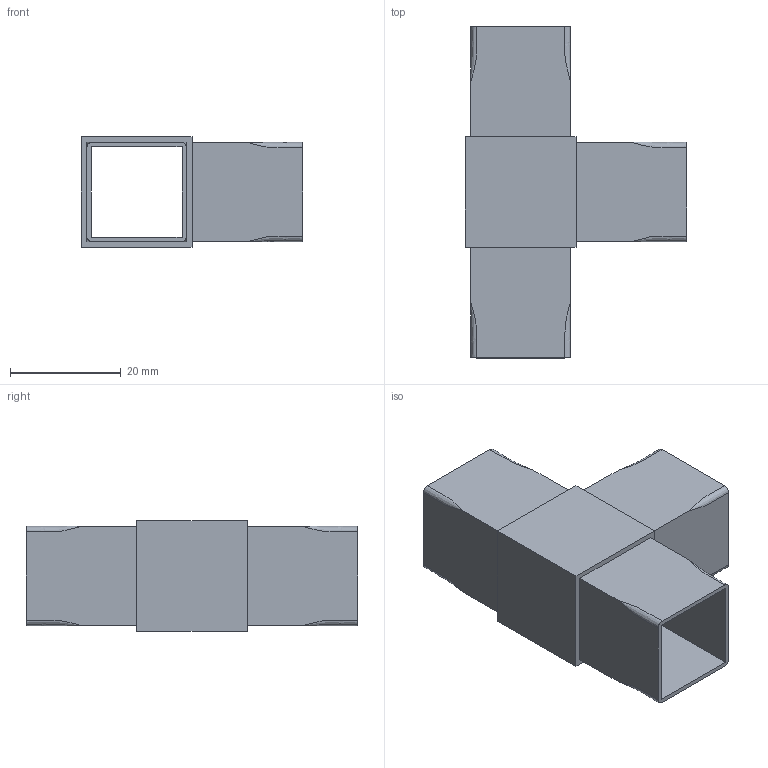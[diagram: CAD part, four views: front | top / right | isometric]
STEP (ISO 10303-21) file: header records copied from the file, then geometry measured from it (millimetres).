
FILE_DESCRIPTION(/* description */ (''),/* implementation_level */ '2;1');
FILE_NAME(/* name */ 'T-Stuck_X71.stp',/* time_stamp */ '2017-05-21T21:14:54+02:00',/* author */ (''),/* organization */ (''),/* preprocessor_version */ 'ST-DEVELOPER v16',/* originating_system */ 'SIEMENS PLM Software NX 11.0',/* authorisation */ '');
FILE_SCHEMA (('AUTOMOTIVE_DESIGN { 1 0 10303 214 3 1 1 1 }'));
Length unit declared in the file: millimetre
Products named in the file (1): Goge0DC4A474bg4v
Bounding box: 40 x 60 x 20 mm (x, y, z)
Volume: 5420.2 mm3; surface area: 10966 mm2
Topology: 1 solids, 1 shells, 40 faces, 120 edges, 72 vertices
Faces by surface type: plane 28, bspline 12
Entity records: 1524 total; most frequent: CARTESIAN_POINT 629, ORIENTED_EDGE 216, DIRECTION 130, EDGE_CURVE 108, VERTEX_POINT 72, LINE 72, VECTOR 72, EDGE_LOOP 46
